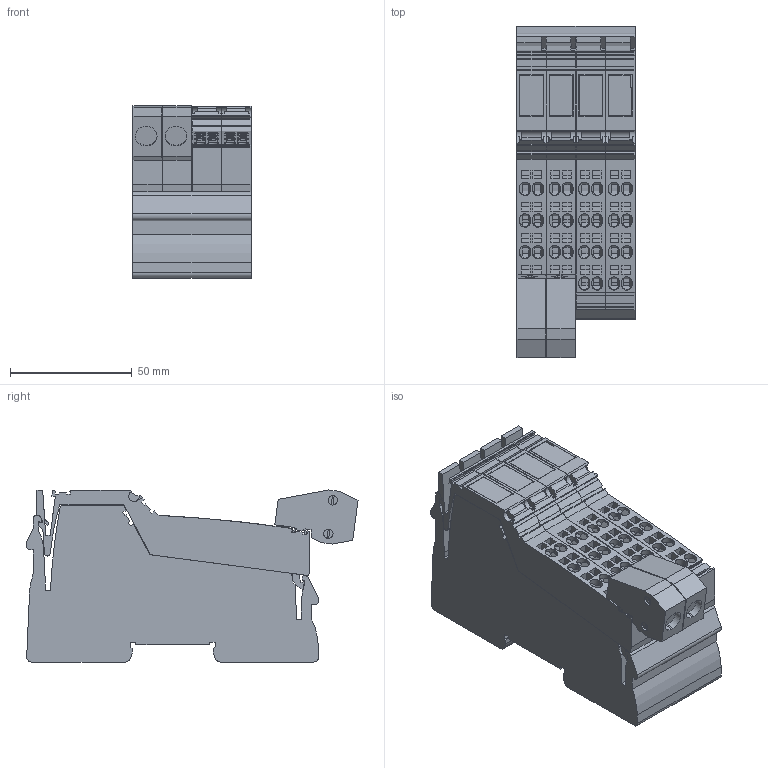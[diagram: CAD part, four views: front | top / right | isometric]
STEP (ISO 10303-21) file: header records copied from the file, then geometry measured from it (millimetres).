
FILE_DESCRIPTION(('Creo Elements/Direct Modeling STEP Export'),'2;1');
FILE_NAME('model.stp','2020-11-13T16:20:42',(''),(''),'Creo Elements/Direct Modeling STEP processor for AP214 (Solid Model)','Creo Elements/Direct Modeling 20.1A 29-Sep-2018 (C) Parametric Technology GmbH','');
FILE_SCHEMA(('AUTOMOTIVE_DESIGN { 1 0 10303 214 1 1 1 1 }'));
Length unit declared in the file: millimetre
Products named in the file (7): L_L_8_GEH_GN_6021-select; L_L_ST_GY_7016_22-select; L-L_ST_GN_6021-select.2; L_L_KGG_GN_6021-select.2; L_L_LWL_GY-select.2; L_L_LWL_GY_AUSSEN-select; IBS_IL_24_BK_T_U_PAC-select
Assembly tree (11 placements, depth 2):
  IBS_IL_24_BK_T_U_PAC-select
    L_L_LWL_GY_AUSSEN-select
    L_L_LWL_GY-select.2  x3
    L_L_KGG_GN_6021-select.2  x2
    L-L_ST_GN_6021-select.2  x3
    L_L_ST_GY_7016_22-select
    L_L_8_GEH_GN_6021-select
Bounding box: 48.6 x 136.17 x 70.58 mm (x, y, z)
Volume: 333424 mm3; surface area: 86576.9 mm2
Topology: 11 solids, 11 shells, 2239 faces, 5891 edges, 3896 vertices
Faces by surface type: plane 1906, cylinder 221, cone 112
Entity records: 60243 total; most frequent: CARTESIAN_POINT 13874, ORIENTED_EDGE 7448, DIRECTION 6687, EDGE_CURVE 3724, VECTOR 3263, LINE 3263, VERTEX_POINT 2467, AXIS2_PLACEMENT_3D 1712
